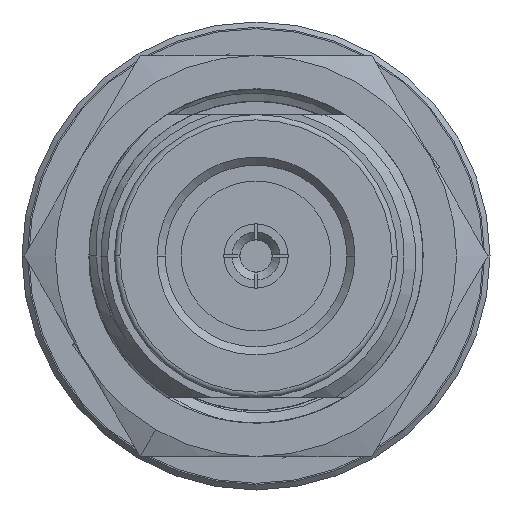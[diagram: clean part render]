
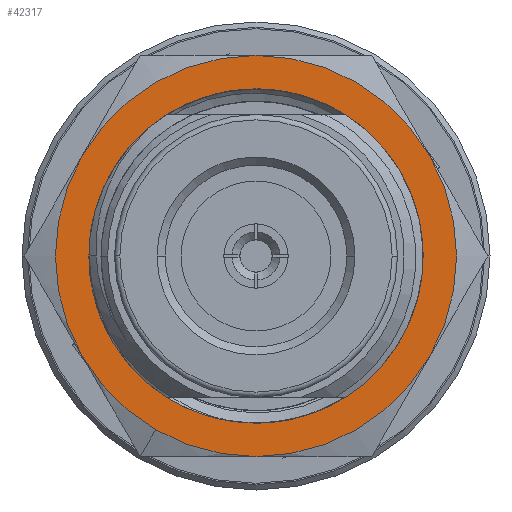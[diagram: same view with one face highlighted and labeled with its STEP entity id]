
A CAD part, left-side view. The second image highlights one B-rep face of the part: STEP entity #42317.
In plain terms, the highlighted planar face has unit normal (-1, 0, 0).
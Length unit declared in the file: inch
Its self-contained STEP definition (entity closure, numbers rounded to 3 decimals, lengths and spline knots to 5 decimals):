
#457 = DIRECTION ( 'NONE',  ( -1., 0., 0. ) ) ;
#1240 = CARTESIAN_POINT ( 'NONE',  ( 0.49807, 0., 0. ) ) ;
#2486 = DIRECTION ( 'NONE',  ( 0., 0.5, -0.866 ) ) ;
#3122 = CIRCLE ( 'NONE', #42055, 0.375 ) ;
#3854 = VERTEX_POINT ( 'NONE', #25142 ) ;
#4138 = ORIENTED_EDGE ( 'NONE', *, *, #53391, .T. ) ;
#4539 = EDGE_LOOP ( 'NONE', ( #62088, #66268, #12629, #4138, #53129, #90270, #46476 ) ) ;
#7966 = VERTEX_POINT ( 'NONE', #73187 ) ;
#9250 = EDGE_LOOP ( 'NONE', ( #70305, #45016, #27381 ) ) ;
#9309 = CIRCLE ( 'NONE', #99384, 0.375 ) ;
#9919 = CARTESIAN_POINT ( 'NONE',  ( 0.49807, 0., 0. ) ) ;
#10805 = DIRECTION ( 'NONE',  ( 0., 0.5, -0.866 ) ) ;
#12629 = ORIENTED_EDGE ( 'NONE', *, *, #100333, .T. ) ;
#13948 = DIRECTION ( 'NONE',  ( 0., 0.5, -0.866 ) ) ;
#15034 = VERTEX_POINT ( 'NONE', #47961 ) ;
#16762 = DIRECTION ( 'NONE',  ( 0., 0.5, -0.866 ) ) ;
#19298 = EDGE_CURVE ( 'NONE', #90120, #26480, #69025, .T. ) ;
#19524 = DIRECTION ( 'NONE',  ( -1., 0., 0. ) ) ;
#20101 = CIRCLE ( 'NONE', #29011, 0.3125 ) ;
#20909 = EDGE_CURVE ( 'NONE', #30244, #95754, #36319, .T. ) ;
#22601 = CIRCLE ( 'NONE', #90928, 0.3125 ) ;
#22794 = CARTESIAN_POINT ( 'NONE',  ( 0.49807, 0., 0. ) ) ;
#24399 = CARTESIAN_POINT ( 'NONE',  ( 0.49807, 0., 0. ) ) ;
#25142 = CARTESIAN_POINT ( 'NONE',  ( 0.49807, -0.32476, 0.1875 ) ) ;
#26064 = CARTESIAN_POINT ( 'NONE',  ( 0.49807, 0., 0. ) ) ;
#26404 = DIRECTION ( 'NONE',  ( 0., 0.5, -0.866 ) ) ;
#26480 = VERTEX_POINT ( 'NONE', #94959 ) ;
#27381 = ORIENTED_EDGE ( 'NONE', *, *, #95883, .F. ) ;
#29011 = AXIS2_PLACEMENT_3D ( 'NONE', #40645, #72796, #26404 ) ;
#29522 = CARTESIAN_POINT ( 'NONE',  ( 0.49807, 0., 0. ) ) ;
#30244 = VERTEX_POINT ( 'NONE', #50108 ) ;
#31143 = DIRECTION ( 'NONE',  ( 0., 0.5, -0.866 ) ) ;
#33444 = FACE_BOUND ( 'NONE', #9250, .T. ) ;
#34718 = EDGE_CURVE ( 'NONE', #26480, #30244, #67550, .T. ) ;
#36014 = AXIS2_PLACEMENT_3D ( 'NONE', #1240, #86534, #16762 ) ;
#36319 = CIRCLE ( 'NONE', #74958, 0.375 ) ;
#36639 = EDGE_CURVE ( 'NONE', #7966, #83718, #70017, .T. ) ;
#38320 = DIRECTION ( 'NONE',  ( 0., 0.5, -0.866 ) ) ;
#39634 = VERTEX_POINT ( 'NONE', #83588 ) ;
#40645 = CARTESIAN_POINT ( 'NONE',  ( 0.49807, 0., 0. ) ) ;
#40891 = CARTESIAN_POINT ( 'NONE',  ( 0.49807, 0.07001, -0.30456 ) ) ;
#41700 = DIRECTION ( 'NONE',  ( -1., 0., 0. ) ) ;
#41958 = CARTESIAN_POINT ( 'NONE',  ( 0.49807, 0., -0.375 ) ) ;
#42055 = AXIS2_PLACEMENT_3D ( 'NONE', #29522, #90505, #13948 ) ;
#42317 = ADVANCED_FACE ( 'NONE', ( #33444, #51607 ), #62361, .T. ) ;
#44720 = CARTESIAN_POINT ( 'NONE',  ( 0.49807, 0., 0. ) ) ;
#45016 = ORIENTED_EDGE ( 'NONE', *, *, #36639, .F. ) ;
#46435 = DIRECTION ( 'NONE',  ( -1., 0., 0. ) ) ;
#46476 = ORIENTED_EDGE ( 'NONE', *, *, #19298, .T. ) ;
#47961 = CARTESIAN_POINT ( 'NONE',  ( 0.49807, -0.32476, -0.1875 ) ) ;
#50108 = CARTESIAN_POINT ( 'NONE',  ( 0.49807, 0.1875, -0.32476 ) ) ;
#50705 = EDGE_CURVE ( 'NONE', #83718, #62998, #22601, .T. ) ;
#51356 = DIRECTION ( 'NONE',  ( -1., 0., 0. ) ) ;
#51607 = FACE_OUTER_BOUND ( 'NONE', #4539, .T. ) ;
#51907 = AXIS2_PLACEMENT_3D ( 'NONE', #85413, #46435, #100301 ) ;
#53129 = ORIENTED_EDGE ( 'NONE', *, *, #79010, .T. ) ;
#53391 = EDGE_CURVE ( 'NONE', #15034, #3854, #9309, .T. ) ;
#53985 = AXIS2_PLACEMENT_3D ( 'NONE', #81856, #51356, #74726 ) ;
#57526 = DIRECTION ( 'NONE',  ( -1., 0., 0. ) ) ;
#57790 = CARTESIAN_POINT ( 'NONE',  ( 0.49807, 0., 0. ) ) ;
#62088 = ORIENTED_EDGE ( 'NONE', *, *, #34718, .T. ) ;
#62361 = PLANE ( 'NONE',  #51907 ) ;
#62998 = VERTEX_POINT ( 'NONE', #91663 ) ;
#66268 = ORIENTED_EDGE ( 'NONE', *, *, #20909, .T. ) ;
#67550 = CIRCLE ( 'NONE', #84864, 0.375 ) ;
#69025 = CIRCLE ( 'NONE', #95748, 0.375 ) ;
#70017 = CIRCLE ( 'NONE', #70058, 0.3125 ) ;
#70058 = AXIS2_PLACEMENT_3D ( 'NONE', #24399, #78577, #31143 ) ;
#70305 = ORIENTED_EDGE ( 'NONE', *, *, #50705, .F. ) ;
#72300 = CIRCLE ( 'NONE', #36014, 0.375 ) ;
#72796 = DIRECTION ( 'NONE',  ( -1., 0., 0. ) ) ;
#73187 = CARTESIAN_POINT ( 'NONE',  ( 0.49807, 0.15625, -0.27063 ) ) ;
#73708 = DIRECTION ( 'NONE',  ( 0., 0.5, -0.866 ) ) ;
#74726 = DIRECTION ( 'NONE',  ( 0., 0.5, -0.866 ) ) ;
#74958 = AXIS2_PLACEMENT_3D ( 'NONE', #22794, #84746, #38320 ) ;
#78300 = DIRECTION ( 'NONE',  ( 0., 0.5, -0.866 ) ) ;
#78577 = DIRECTION ( 'NONE',  ( -1., 0., 0. ) ) ;
#79010 = EDGE_CURVE ( 'NONE', #3854, #39634, #92023, .T. ) ;
#81856 = CARTESIAN_POINT ( 'NONE',  ( 0.49807, 0., 0. ) ) ;
#83588 = CARTESIAN_POINT ( 'NONE',  ( 0.49807, 0., 0.375 ) ) ;
#83718 = VERTEX_POINT ( 'NONE', #40891 ) ;
#84746 = DIRECTION ( 'NONE',  ( -1., 0., 0. ) ) ;
#84864 = AXIS2_PLACEMENT_3D ( 'NONE', #57790, #19524, #73708 ) ;
#85153 = CARTESIAN_POINT ( 'NONE',  ( 0.49807, 0.32476, 0.1875 ) ) ;
#85413 = CARTESIAN_POINT ( 'NONE',  ( 0.49807, 0., 0. ) ) ;
#86534 = DIRECTION ( 'NONE',  ( -1., 0., 0. ) ) ;
#90120 = VERTEX_POINT ( 'NONE', #85153 ) ;
#90270 = ORIENTED_EDGE ( 'NONE', *, *, #91447, .T. ) ;
#90505 = DIRECTION ( 'NONE',  ( -1., 0., 0. ) ) ;
#90928 = AXIS2_PLACEMENT_3D ( 'NONE', #44720, #457, #78300 ) ;
#91447 = EDGE_CURVE ( 'NONE', #39634, #90120, #72300, .T. ) ;
#91663 = CARTESIAN_POINT ( 'NONE',  ( 0.49807, 0.26486, -0.16585 ) ) ;
#92023 = CIRCLE ( 'NONE', #53985, 0.375 ) ;
#94959 = CARTESIAN_POINT ( 'NONE',  ( 0.49807, 0.32476, -0.1875 ) ) ;
#95748 = AXIS2_PLACEMENT_3D ( 'NONE', #9919, #41700, #2486 ) ;
#95754 = VERTEX_POINT ( 'NONE', #41958 ) ;
#95883 = EDGE_CURVE ( 'NONE', #62998, #7966, #20101, .T. ) ;
#99384 = AXIS2_PLACEMENT_3D ( 'NONE', #26064, #57526, #10805 ) ;
#100301 = DIRECTION ( 'NONE',  ( 0., 0.5, -0.866 ) ) ;
#100333 = EDGE_CURVE ( 'NONE', #95754, #15034, #3122, .T. ) ;
